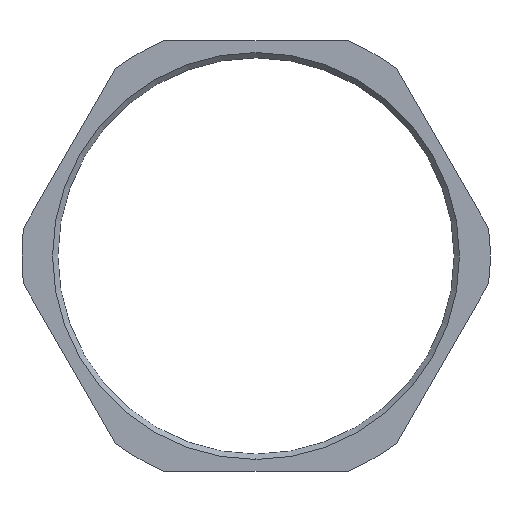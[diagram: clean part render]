
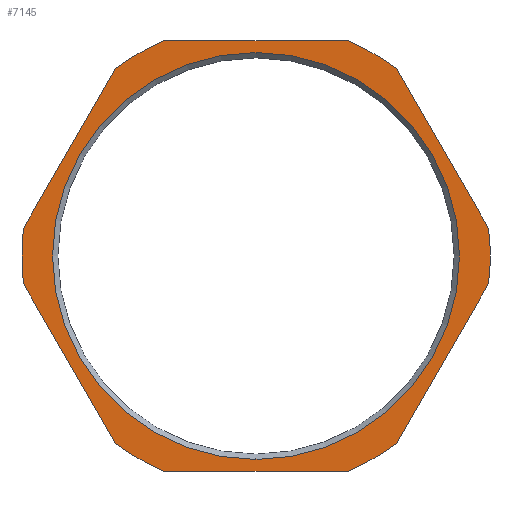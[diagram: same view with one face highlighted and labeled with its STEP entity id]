
A CAD part, left-side view. The second image highlights one B-rep face of the part: STEP entity #7145.
In plain terms, the highlighted planar face has unit normal (-1, 0, 0).
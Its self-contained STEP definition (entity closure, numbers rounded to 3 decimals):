
#449 = AXIS2_PLACEMENT_3D ( 'NONE', #15147, #7275, #16481 ) ;
#649 = CARTESIAN_POINT ( 'NONE',  ( -8., 0., 0. ) ) ;
#776 = CARTESIAN_POINT ( 'NONE',  ( -8., 23.094, 40. ) ) ;
#825 = AXIS2_PLACEMENT_3D ( 'NONE', #8907, #9000, #1075 ) ;
#1010 = CARTESIAN_POINT ( 'NONE',  ( -8., 0., 0. ) ) ;
#1025 = PLANE ( 'NONE',  #825 ) ;
#1075 = DIRECTION ( 'NONE',  ( 0., 0., 1. ) ) ;
#1459 = LINE ( 'NONE', #776, #11610 ) ;
#1574 = AXIS2_PLACEMENT_3D ( 'NONE', #6426, #15612, #7734 ) ;
#1590 = CARTESIAN_POINT ( 'NONE',  ( -8., 0., -37.8 ) ) ;
#1664 = CARTESIAN_POINT ( 'NONE',  ( -8., 0., 0. ) ) ;
#1707 = LINE ( 'NONE', #9467, #13073 ) ;
#1770 = VERTEX_POINT ( 'NONE', #2852 ) ;
#1781 = DIRECTION ( 'NONE',  ( 1., 0., 0. ) ) ;
#1972 = DIRECTION ( 'NONE',  ( 0., 0., -1. ) ) ;
#2049 = EDGE_CURVE ( 'NONE', #4306, #9347, #13234, .T. ) ;
#2065 = VERTEX_POINT ( 'NONE', #5061 ) ;
#2107 = CARTESIAN_POINT ( 'NONE',  ( -8., -46.188, 0. ) ) ;
#2117 = VECTOR ( 'NONE', #15554, 1000. ) ;
#2338 = DIRECTION ( 'NONE',  ( 0., 0., -1. ) ) ;
#2534 = AXIS2_PLACEMENT_3D ( 'NONE', #4240, #13495, #5584 ) ;
#2852 = CARTESIAN_POINT ( 'NONE',  ( -8., 26.093, -34.805 ) ) ;
#2990 = DIRECTION ( 'NONE',  ( 0., 0., -1. ) ) ;
#3105 = ORIENTED_EDGE ( 'NONE', *, *, #10369, .F. ) ;
#3145 = CARTESIAN_POINT ( 'NONE',  ( -8., -26.093, 34.805 ) ) ;
#3162 = CIRCLE ( 'NONE', #449, 37.8 ) ;
#3296 = ORIENTED_EDGE ( 'NONE', *, *, #16109, .F. ) ;
#3449 = DIRECTION ( 'NONE',  ( 0., 0.5, 0.866 ) ) ;
#3473 = CARTESIAN_POINT ( 'NONE',  ( -8., 46.188, 0. ) ) ;
#3579 = EDGE_CURVE ( 'NONE', #12174, #2065, #12610, .T. ) ;
#3582 = CIRCLE ( 'NONE', #5630, 43.5 ) ;
#3957 = CARTESIAN_POINT ( 'NONE',  ( -8., 17.095, 40. ) ) ;
#4071 = CARTESIAN_POINT ( 'NONE',  ( -8., 0., 37.8 ) ) ;
#4169 = AXIS2_PLACEMENT_3D ( 'NONE', #649, #9904, #1972 ) ;
#4240 = CARTESIAN_POINT ( 'NONE',  ( -8., 0., 0. ) ) ;
#4306 = VERTEX_POINT ( 'NONE', #4071 ) ;
#4620 = EDGE_CURVE ( 'NONE', #14560, #1770, #15219, .T. ) ;
#4687 = ORIENTED_EDGE ( 'NONE', *, *, #9495, .T. ) ;
#4970 = EDGE_CURVE ( 'NONE', #7945, #11778, #14200, .T. ) ;
#5061 = CARTESIAN_POINT ( 'NONE',  ( -8., 26.093, 34.805 ) ) ;
#5213 = ORIENTED_EDGE ( 'NONE', *, *, #15485, .F. ) ;
#5530 = VERTEX_POINT ( 'NONE', #3145 ) ;
#5584 = DIRECTION ( 'NONE',  ( 0., 0., -1. ) ) ;
#5630 = AXIS2_PLACEMENT_3D ( 'NONE', #9728, #1781, #11034 ) ;
#5641 = LINE ( 'NONE', #2107, #15725 ) ;
#6046 = CIRCLE ( 'NONE', #7078, 43.5 ) ;
#6061 = VERTEX_POINT ( 'NONE', #8061 ) ;
#6410 = CARTESIAN_POINT ( 'NONE',  ( -8., -17.095, -40. ) ) ;
#6426 = CARTESIAN_POINT ( 'NONE',  ( -8., 0., 0. ) ) ;
#6873 = DIRECTION ( 'NONE',  ( 0., -0.5, -0.866 ) ) ;
#7078 = AXIS2_PLACEMENT_3D ( 'NONE', #15776, #7915, #17130 ) ;
#7102 = ORIENTED_EDGE ( 'NONE', *, *, #4620, .F. ) ;
#7114 = CARTESIAN_POINT ( 'NONE',  ( -8., -43.189, 5.195 ) ) ;
#7145 = ADVANCED_FACE ( 'NONE', ( #16248, #14188 ), #1025, .T. ) ;
#7275 = DIRECTION ( 'NONE',  ( 1., 0., 0. ) ) ;
#7568 = EDGE_CURVE ( 'NONE', #8798, #5530, #10045, .T. ) ;
#7691 = CARTESIAN_POINT ( 'NONE',  ( -8., -23.094, -40. ) ) ;
#7721 = ORIENTED_EDGE ( 'NONE', *, *, #7568, .F. ) ;
#7734 = DIRECTION ( 'NONE',  ( 0., 0., -1. ) ) ;
#7794 = VECTOR ( 'NONE', #3449, 1000. ) ;
#7799 = AXIS2_PLACEMENT_3D ( 'NONE', #1010, #10249, #2338 ) ;
#7808 = ORIENTED_EDGE ( 'NONE', *, *, #16829, .F. ) ;
#7915 = DIRECTION ( 'NONE',  ( 1., 0., 0. ) ) ;
#7945 = VERTEX_POINT ( 'NONE', #10167 ) ;
#8061 = CARTESIAN_POINT ( 'NONE',  ( -8., 43.189, -5.195 ) ) ;
#8133 = CARTESIAN_POINT ( 'NONE',  ( -8., 17.095, -40. ) ) ;
#8347 = CIRCLE ( 'NONE', #2534, 43.5 ) ;
#8419 = EDGE_LOOP ( 'NONE', ( #14162, #5213, #16087, #9057, #7721, #7808, #14629, #16429, #3296, #3105, #7102, #11966 ) ) ;
#8798 = VERTEX_POINT ( 'NONE', #14663 ) ;
#8906 = EDGE_CURVE ( 'NONE', #11530, #13178, #3582, .T. ) ;
#8907 = CARTESIAN_POINT ( 'NONE',  ( -8., 43.5, 0. ) ) ;
#9000 = DIRECTION ( 'NONE',  ( -1., 0., 0. ) ) ;
#9057 = ORIENTED_EDGE ( 'NONE', *, *, #13292, .F. ) ;
#9339 = EDGE_CURVE ( 'NONE', #2065, #10549, #8347, .T. ) ;
#9347 = VERTEX_POINT ( 'NONE', #1590 ) ;
#9467 = CARTESIAN_POINT ( 'NONE',  ( -8., -23.094, 40. ) ) ;
#9495 = EDGE_CURVE ( 'NONE', #9347, #4306, #3162, .T. ) ;
#9728 = CARTESIAN_POINT ( 'NONE',  ( -8., 0., 0. ) ) ;
#9904 = DIRECTION ( 'NONE',  ( 1., 0., 0. ) ) ;
#10013 = DIRECTION ( 'NONE',  ( 0., 0.5, -0.866 ) ) ;
#10016 = DIRECTION ( 'NONE',  ( 0., -1., 0. ) ) ;
#10045 = CIRCLE ( 'NONE', #7799, 43.5 ) ;
#10167 = CARTESIAN_POINT ( 'NONE',  ( -8., -26.093, -34.805 ) ) ;
#10249 = DIRECTION ( 'NONE',  ( 1., 0., 0. ) ) ;
#10301 = CARTESIAN_POINT ( 'NONE',  ( -8., 43.189, 5.195 ) ) ;
#10369 = EDGE_CURVE ( 'NONE', #1770, #6061, #14804, .T. ) ;
#10549 = VERTEX_POINT ( 'NONE', #3957 ) ;
#10915 = DIRECTION ( 'NONE',  ( 1., 0., 0. ) ) ;
#11034 = DIRECTION ( 'NONE',  ( 0., 0., -1. ) ) ;
#11397 = CARTESIAN_POINT ( 'NONE',  ( -8., 23.094, -40. ) ) ;
#11530 = VERTEX_POINT ( 'NONE', #7114 ) ;
#11610 = VECTOR ( 'NONE', #10016, 1000. ) ;
#11778 = VERTEX_POINT ( 'NONE', #6410 ) ;
#11789 = VECTOR ( 'NONE', #12723, 1000. ) ;
#11850 = CARTESIAN_POINT ( 'NONE',  ( -8., -43.189, -5.195 ) ) ;
#11966 = ORIENTED_EDGE ( 'NONE', *, *, #16018, .F. ) ;
#12174 = VERTEX_POINT ( 'NONE', #10301 ) ;
#12496 = EDGE_LOOP ( 'NONE', ( #13631, #4687 ) ) ;
#12610 = LINE ( 'NONE', #3473, #11789 ) ;
#12723 = DIRECTION ( 'NONE',  ( 0., -0.5, 0.866 ) ) ;
#13073 = VECTOR ( 'NONE', #6873, 1000. ) ;
#13178 = VERTEX_POINT ( 'NONE', #11850 ) ;
#13234 = CIRCLE ( 'NONE', #1574, 37.8 ) ;
#13292 = EDGE_CURVE ( 'NONE', #5530, #11530, #1707, .T. ) ;
#13495 = DIRECTION ( 'NONE',  ( 1., 0., 0. ) ) ;
#13631 = ORIENTED_EDGE ( 'NONE', *, *, #2049, .T. ) ;
#14162 = ORIENTED_EDGE ( 'NONE', *, *, #4970, .F. ) ;
#14188 = FACE_OUTER_BOUND ( 'NONE', #8419, .T. ) ;
#14200 = CIRCLE ( 'NONE', #15899, 43.5 ) ;
#14560 = VERTEX_POINT ( 'NONE', #8133 ) ;
#14629 = ORIENTED_EDGE ( 'NONE', *, *, #9339, .F. ) ;
#14663 = CARTESIAN_POINT ( 'NONE',  ( -8., -17.095, 40. ) ) ;
#14804 = LINE ( 'NONE', #11397, #7794 ) ;
#15147 = CARTESIAN_POINT ( 'NONE',  ( -8., 0., 0. ) ) ;
#15219 = CIRCLE ( 'NONE', #4169, 43.5 ) ;
#15485 = EDGE_CURVE ( 'NONE', #13178, #7945, #5641, .T. ) ;
#15554 = DIRECTION ( 'NONE',  ( 0., 1., 0. ) ) ;
#15612 = DIRECTION ( 'NONE',  ( 1., 0., 0. ) ) ;
#15708 = LINE ( 'NONE', #7691, #2117 ) ;
#15725 = VECTOR ( 'NONE', #10013, 1000. ) ;
#15776 = CARTESIAN_POINT ( 'NONE',  ( -8., 0., 0. ) ) ;
#15899 = AXIS2_PLACEMENT_3D ( 'NONE', #1664, #10915, #2990 ) ;
#16018 = EDGE_CURVE ( 'NONE', #11778, #14560, #15708, .T. ) ;
#16087 = ORIENTED_EDGE ( 'NONE', *, *, #8906, .F. ) ;
#16109 = EDGE_CURVE ( 'NONE', #6061, #12174, #6046, .T. ) ;
#16248 = FACE_BOUND ( 'NONE', #12496, .T. ) ;
#16429 = ORIENTED_EDGE ( 'NONE', *, *, #3579, .F. ) ;
#16481 = DIRECTION ( 'NONE',  ( 0., 0., -1. ) ) ;
#16829 = EDGE_CURVE ( 'NONE', #10549, #8798, #1459, .T. ) ;
#17130 = DIRECTION ( 'NONE',  ( 0., 0., -1. ) ) ;
